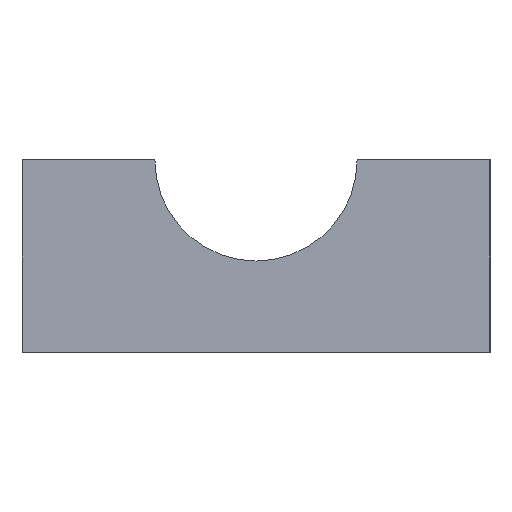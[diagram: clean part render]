
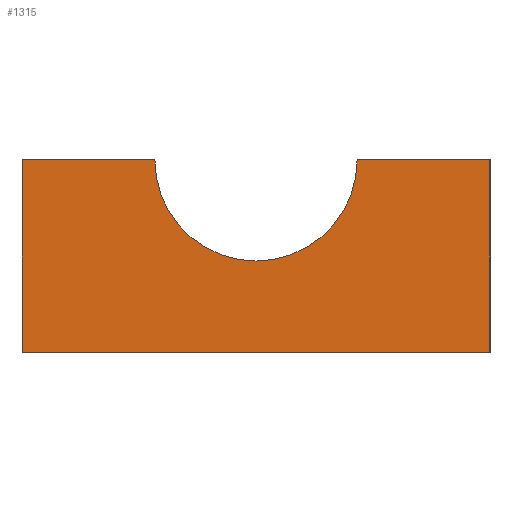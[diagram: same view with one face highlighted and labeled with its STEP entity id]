
A CAD part, left-side view. The second image highlights one B-rep face of the part: STEP entity #1315.
In plain terms, the highlighted planar face has unit normal (-1, 0, 0).
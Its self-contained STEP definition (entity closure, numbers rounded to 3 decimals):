
#89=CIRCLE('',#1451,6.05);
#158=FACE_OUTER_BOUND('',#237,.T.);
#237=EDGE_LOOP('',(#1159,#1160,#1161,#1162,#1163,#1164));
#344=LINE('',#2132,#477);
#349=LINE('',#2149,#482);
#370=LINE('',#2211,#503);
#371=LINE('',#2214,#504);
#372=LINE('',#2215,#505);
#477=VECTOR('',#1746,10.);
#482=VECTOR('',#1761,10.);
#503=VECTOR('',#1830,10.);
#504=VECTOR('',#1833,10.);
#505=VECTOR('',#1834,10.);
#600=VERTEX_POINT('',#2129);
#601=VERTEX_POINT('',#2131);
#608=VERTEX_POINT('',#2147);
#621=VERTEX_POINT('',#2196);
#622=VERTEX_POINT('',#2198);
#626=VERTEX_POINT('',#2213);
#768=EDGE_CURVE('',#601,#600,#344,.T.);
#777=EDGE_CURVE('',#600,#608,#349,.T.);
#801=EDGE_CURVE('',#622,#621,#89,.T.);
#808=EDGE_CURVE('',#608,#622,#370,.T.);
#809=EDGE_CURVE('',#621,#626,#371,.T.);
#810=EDGE_CURVE('',#626,#601,#372,.T.);
#1159=ORIENTED_EDGE('',*,*,#768,.T.);
#1160=ORIENTED_EDGE('',*,*,#777,.T.);
#1161=ORIENTED_EDGE('',*,*,#808,.T.);
#1162=ORIENTED_EDGE('',*,*,#801,.T.);
#1163=ORIENTED_EDGE('',*,*,#809,.T.);
#1164=ORIENTED_EDGE('',*,*,#810,.T.);
#1243=PLANE('',#1455);
#1315=ADVANCED_FACE('',(#158),#1243,.F.);
#1451=AXIS2_PLACEMENT_3D('',#2199,#1817,#1818);
#1455=AXIS2_PLACEMENT_3D('',#2212,#1831,#1832);
#1746=DIRECTION('',(0.,-1.,0.));
#1761=DIRECTION('',(0.,0.,1.));
#1817=DIRECTION('center_axis',(1.,0.,0.));
#1818=DIRECTION('ref_axis',(0.,0.,
-1.));
#1830=DIRECTION('',(0.,1.,0.));
#1831=DIRECTION('center_axis',(1.,0.,0.));
#1832=DIRECTION('ref_axis',(0.,0.,
-1.));
#1833=DIRECTION('',(0.,1.,0.));
#1834=DIRECTION('',(0.,0.,-1.));
#2129=CARTESIAN_POINT('',(16.134,-8.5,-1.332));
#2131=CARTESIAN_POINT('',(16.134,19.5,-1.332));
#2132=CARTESIAN_POINT('',(16.134,19.5,-1.332));
#2147=CARTESIAN_POINT('',(16.134,-8.5,10.168));
#2149=CARTESIAN_POINT('',(16.134,-8.5,-1.332));
#2196=CARTESIAN_POINT('',(16.134,11.55,10.168));
#2198=CARTESIAN_POINT('',(16.134,-0.55,10.168));
#2199=CARTESIAN_POINT('Origin',(16.134,5.5,10.168));
#2211=CARTESIAN_POINT('',(16.134,-8.506,10.168));
#2212=CARTESIAN_POINT('Origin',(16.134,5.5,4.418));
#2213=CARTESIAN_POINT('',(16.134,19.5,10.168));
#2214=CARTESIAN_POINT('',(16.134,-8.506,10.168));
#2215=CARTESIAN_POINT('',(16.134,19.5,21.668));
